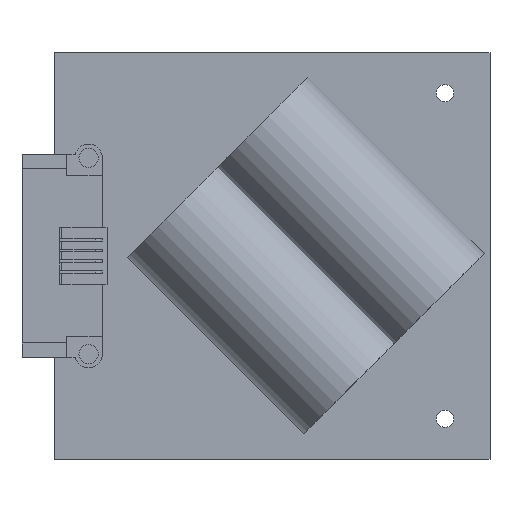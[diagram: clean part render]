
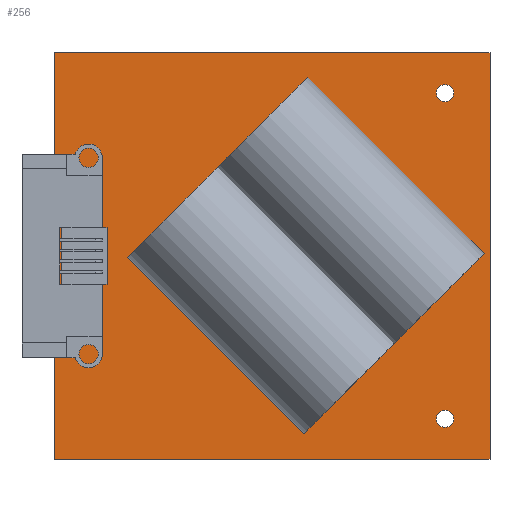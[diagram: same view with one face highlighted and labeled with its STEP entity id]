
A CAD part, top view. The second image highlights one B-rep face of the part: STEP entity #256.
In plain terms, the highlighted planar face has unit normal (0, 0, 1).
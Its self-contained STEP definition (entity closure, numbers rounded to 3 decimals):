
#55 = VERTEX_POINT('',#56);
#56 = CARTESIAN_POINT('',(0.,0.,0.));
#62 = EDGE_CURVE('',#55,#63,#65,.T.);
#63 = VERTEX_POINT('',#64);
#64 = CARTESIAN_POINT('',(0.,75.,0.));
#65 = LINE('',#66,#67);
#66 = CARTESIAN_POINT('',(0.,0.,0.));
#67 = VECTOR('',#68,1.);
#68 = DIRECTION('',(0.,1.,0.));
#93 = EDGE_CURVE('',#63,#94,#96,.T.);
#94 = VERTEX_POINT('',#95);
#95 = CARTESIAN_POINT('',(80.3,75.,0.));
#96 = LINE('',#97,#98);
#97 = CARTESIAN_POINT('',(0.,75.,0.));
#98 = VECTOR('',#99,1.);
#99 = DIRECTION('',(1.,0.,0.));
#124 = EDGE_CURVE('',#94,#125,#127,.T.);
#125 = VERTEX_POINT('',#126);
#126 = CARTESIAN_POINT('',(80.3,0.,0.));
#127 = LINE('',#128,#129);
#128 = CARTESIAN_POINT('',(80.3,75.,0.));
#129 = VECTOR('',#130,1.);
#130 = DIRECTION('',(0.,-1.,0.));
#155 = EDGE_CURVE('',#125,#55,#156,.T.);
#156 = LINE('',#157,#158);
#157 = CARTESIAN_POINT('',(80.3,0.,0.));
#158 = VECTOR('',#159,1.);
#159 = DIRECTION('',(-1.,0.,0.));
#179 = VERTEX_POINT('',#180);
#180 = CARTESIAN_POINT('',(73.6,67.5,0.));
#186 = EDGE_CURVE('',#179,#179,#187,.T.);
#187 = CIRCLE('',#188,1.6);
#188 = AXIS2_PLACEMENT_3D('',#189,#190,#191);
#189 = CARTESIAN_POINT('',(72.,67.5,0.));
#190 = DIRECTION('',(0.,0.,1.));
#191 = DIRECTION('',(1.,0.,0.));
#212 = VERTEX_POINT('',#213);
#213 = CARTESIAN_POINT('',(73.6,7.5,0.));
#219 = EDGE_CURVE('',#212,#212,#220,.T.);
#220 = CIRCLE('',#221,1.6);
#221 = AXIS2_PLACEMENT_3D('',#222,#223,#224);
#222 = CARTESIAN_POINT('',(72.,7.5,0.));
#223 = DIRECTION('',(0.,0.,1.));
#224 = DIRECTION('',(1.,0.,0.));
#256 = ADVANCED_FACE('',(#257,#263,#266),#269,.T.);
#257 = FACE_BOUND('',#258,.F.);
#258 = EDGE_LOOP('',(#259,#260,#261,#262));
#259 = ORIENTED_EDGE('',*,*,#62,.T.);
#260 = ORIENTED_EDGE('',*,*,#93,.T.);
#261 = ORIENTED_EDGE('',*,*,#124,.T.);
#262 = ORIENTED_EDGE('',*,*,#155,.T.);
#263 = FACE_BOUND('',#264,.T.);
#264 = EDGE_LOOP('',(#265));
#265 = ORIENTED_EDGE('',*,*,#186,.F.);
#266 = FACE_BOUND('',#267,.T.);
#267 = EDGE_LOOP('',(#268));
#268 = ORIENTED_EDGE('',*,*,#219,.F.);
#269 = PLANE('',#270);
#270 = AXIS2_PLACEMENT_3D('',#271,#272,#273);
#271 = CARTESIAN_POINT('',(0.,0.,0.));
#272 = DIRECTION('',(0.,0.,1.));
#273 = DIRECTION('',(1.,0.,0.));
